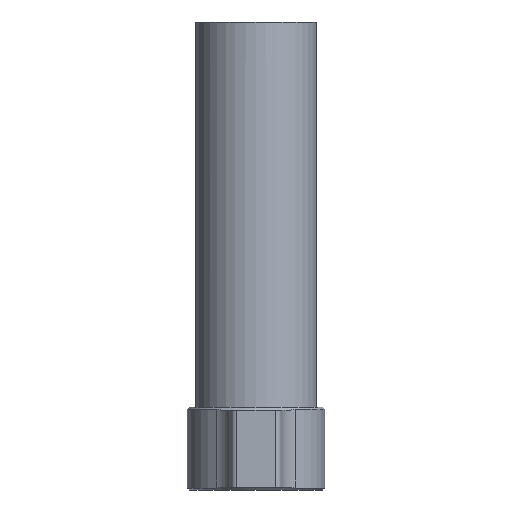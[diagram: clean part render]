
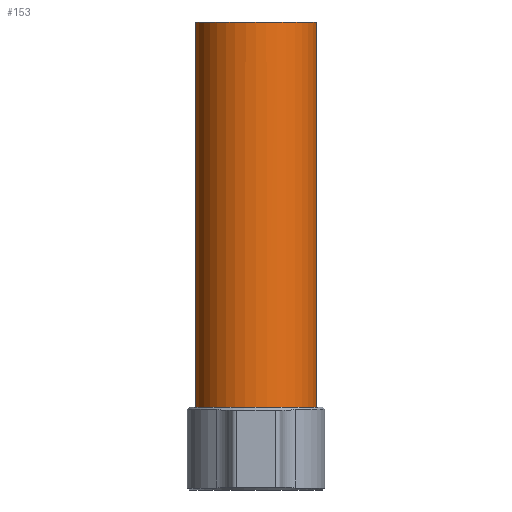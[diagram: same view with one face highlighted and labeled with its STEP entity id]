
A CAD part, front view. The second image highlights one B-rep face of the part: STEP entity #153.
In plain terms, the highlighted cylindrical face has radius 11 mm (diameter 22 mm), a full revolution.
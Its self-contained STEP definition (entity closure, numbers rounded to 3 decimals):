
#153=ADVANCED_FACE('Unnamed[1]',(#448,#449),#450,.T.);
#182=EDGE_CURVE('Unnamed[1]',#493,#435,#494,.T.);
#193=EDGE_CURVE('Unnamed[1]',#434,#510,#511,.T.);
#286=EDGE_CURVE('Unnamed[1]',#510,#493,#642,.T.);
#330=EDGE_CURVE('Unnamed[1]',#705,#705,#706,.T.);
#363=EDGE_CURVE('Unnamed[1]',#435,#434,#745,.T.);
#434=VERTEX_POINT('',#823);
#435=VERTEX_POINT('',#824);
#448=FACE_BOUND('',#842,.T.);
#449=FACE_BOUND('',#843,.T.);
#450=CYLINDRICAL_SURFACE('',#844,11.0);
#493=VERTEX_POINT('',#946);
#494=LINE('',#947,#948);
#510=VERTEX_POINT('',#970);
#511=LINE('',#971,#972);
#642=CIRCLE('',#1400,11.0);
#705=VERTEX_POINT('',#1615);
#706=CIRCLE('',#1616,11.0);
#745=ELLIPSE('',#1707,15.556,11.0);
#823=CARTESIAN_POINT('',(5.545,9.5,-64.));
#824=CARTESIAN_POINT('',(-5.545,9.5,-64.));
#842=EDGE_LOOP('',(#2014,#2015,#2016,#2017));
#843=EDGE_LOOP('',(#2018));
#844=AXIS2_PLACEMENT_3D('',#2019,#2020,#2021);
#946=CARTESIAN_POINT('',(-5.545,9.5,0.));
#947=CARTESIAN_POINT('',(-5.545,9.5,-32.));
#948=VECTOR('',#2070,1.0);
#970=CARTESIAN_POINT('',(5.545,9.5,0.));
#971=CARTESIAN_POINT('',(5.545,9.5,-32.));
#972=VECTOR('',#2088,1.0);
#1400=AXIS2_PLACEMENT_3D('',#2263,#2264,#2265);
#1615=CARTESIAN_POINT('',(0.,11.0,-70.0));
#1616=AXIS2_PLACEMENT_3D('',#2329,#2330,#2331);
#1707=AXIS2_PLACEMENT_3D('',#2375,#2376,#2377);
#2014=ORIENTED_EDGE('',*,*,#182,.T.);
#2015=ORIENTED_EDGE('',*,*,#363,.T.);
#2016=ORIENTED_EDGE('',*,*,#193,.T.);
#2017=ORIENTED_EDGE('',*,*,#286,.T.);
#2018=ORIENTED_EDGE('',*,*,#330,.F.);
#2019=CARTESIAN_POINT('',(0.,0.,-35.));
#2020=DIRECTION('',(0.,0.,-1.0));
#2021=DIRECTION('',(0.,1.0,0.));
#2070=DIRECTION('',(0.,0.,-1.0));
#2088=DIRECTION('',(0.,0.,1.0));
#2263=CARTESIAN_POINT('',(0.,0.,0.));
#2264=DIRECTION('',(0.,0.,-1.0));
#2265=DIRECTION('',(0.,1.0,0.));
#2329=CARTESIAN_POINT('',(0.,0.,-70.0));
#2330=DIRECTION('',(0.,0.,-1.0));
#2331=DIRECTION('',(0.,1.0,0.));
#2375=CARTESIAN_POINT('',(0.,0.,-54.5));
#2376=DIRECTION('',(0.,-0.707,-0.707));
#2377=DIRECTION('',(0.,0.707,-0.707));
